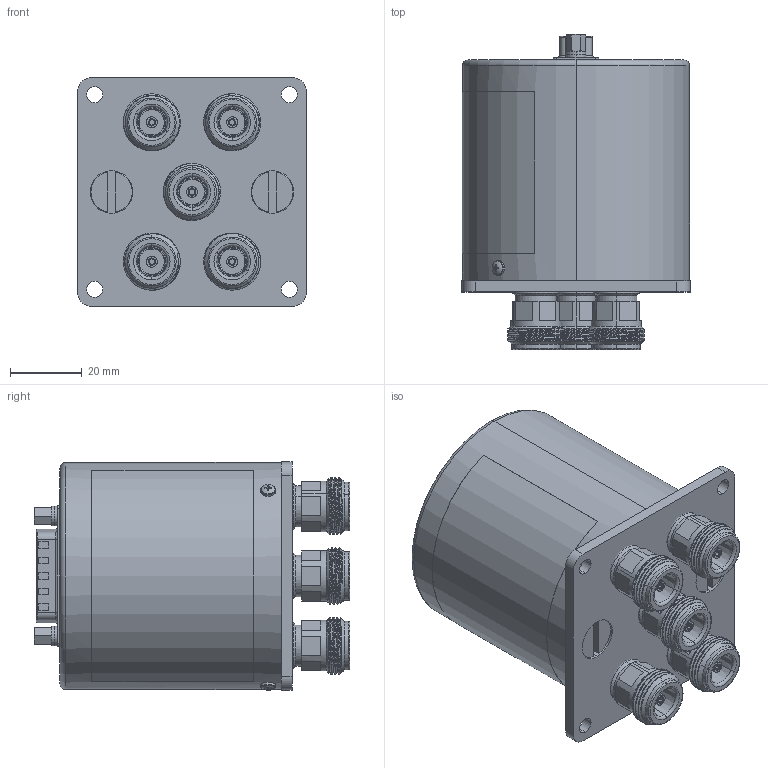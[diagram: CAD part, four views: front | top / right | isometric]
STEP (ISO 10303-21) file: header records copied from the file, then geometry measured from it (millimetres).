
FILE_DESCRIPTION (( 'STEP AP214' ), '1' );
FILE_NAME ('FMSW6601_3D.step', '2025-03-07T20:20:40', ( '' ), ( '' ), 'SwSTEP 2.0', 'SolidWorks 2022', '' );
FILE_SCHEMA (( 'AUTOMOTIVE_DESIGN' ));
Length unit declared in the file: inch
Products named in the file (8): A12066001-e360^FMSW6601; A12075Y04_-201^FMSW6601; 15P mela-D-SUB CUP 172E-015-103^FMSW6601; R040055-E360^FMSW6601; B16021003_defeature^FMSW6601; B16061004-30X^FMSW6601; FMSW6601_3D; NEW N connector^FMSW6601
Assembly tree (14 placements, depth 2):
  FMSW6601_3D
    B16021003_defeature^FMSW6601
    NEW N connector^FMSW6601  x5
    A12075Y04_-201^FMSW6601  x2
    R040055-E360^FMSW6601  x2
    B16061004-30X^FMSW6601
    A12066001-e360^FMSW6601  x2
    15P mela-D-SUB CUP 172E-015-103^FMSW6601
Bounding box: 63.5 x 87.66 x 63.5 mm (x, y, z)
Volume: 59069.7 mm3; surface area: 58029.4 mm2
Topology: 18 solids, 18 shells, 1305 faces, 3158 edges, 1999 vertices
Faces by surface type: plane 523, cylinder 436, cone 149, torus 98, bspline 97, sphere 2
Entity records: 30651 total; most frequent: CARTESIAN_POINT 11876, ORIENTED_EDGE 3862, DIRECTION 3677, EDGE_CURVE 1931, AXIS2_PLACEMENT_3D 1371, VERTEX_POINT 1228, VECTOR 935, LINE 935
